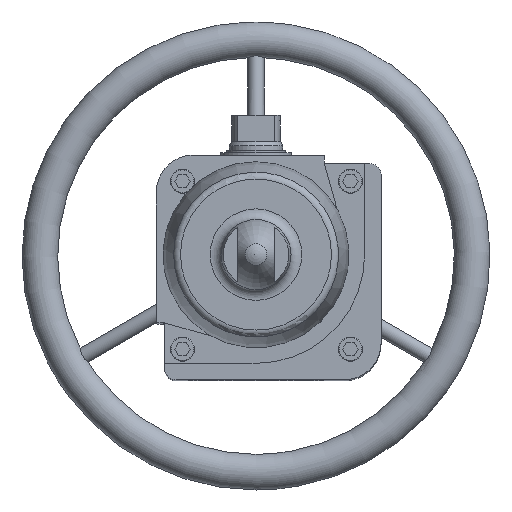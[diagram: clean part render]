
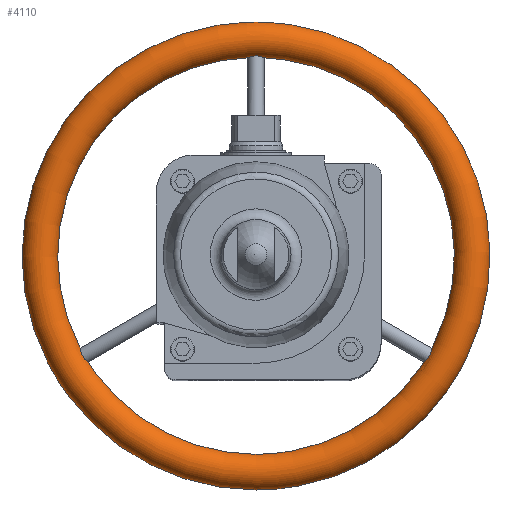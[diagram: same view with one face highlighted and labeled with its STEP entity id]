
A CAD part, top view. The second image highlights one B-rep face of the part: STEP entity #4110.
In plain terms, the highlighted toroidal (fillet/blend) face has major radius 161.65 mm and minor radius 13.35 mm.
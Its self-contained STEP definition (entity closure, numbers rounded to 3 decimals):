
#53=TOROIDAL_SURFACE('',#4475,161.65,13.35);
#115=B_SPLINE_CURVE_WITH_KNOTS('',3,(#6518,#6519,#6520,#6521,#6522,#6523,
#6524,#6525,#6526,#6527,#6528,#6529,#6530,#6531,#6532,#6533,#6534,#6535,
#6536),.UNSPECIFIED.,.T.,.F.,(1,1,1,1,1,1,1,1,1,1,1,1,1,1,1,1,1,1,1,1,1,
1,1),(-0.007,-0.005,-0.002,0.,
0.002,0.005,0.007,0.01,
0.012,0.014,0.017,0.019,
0.022,0.024,0.026,0.029,
0.031,0.034,0.036,0.039,
0.041,0.043,0.046),.UNSPECIFIED.);
#116=B_SPLINE_CURVE_WITH_KNOTS('',3,(#6539,#6540,#6541,#6542,#6543,#6544,
#6545,#6546,#6547,#6548,#6549,#6550,#6551,#6552,#6553,#6554,#6555,#6556,
#6557),.UNSPECIFIED.,.T.,.F.,(1,1,1,1,1,1,1,1,1,1,1,1,1,1,1,1,1,1,1,1,1,
1,1),(-0.007,-0.005,-0.002,0.,
0.002,0.005,0.007,0.01,
0.012,0.014,0.017,0.019,
0.022,0.024,0.027,0.029,
0.031,0.034,0.036,0.039,
0.041,0.043,0.046),.UNSPECIFIED.);
#117=B_SPLINE_CURVE_WITH_KNOTS('',3,(#6560,#6561,#6562,#6563,#6564,#6565,
#6566,#6567,#6568,#6569,#6570,#6571,#6572,#6573,#6574,#6575,#6576,#6577),
 .UNSPECIFIED.,.T.,.F.,(1,1,1,1,1,1,1,1,1,1,1,1,1,1,1,1,1,1,1,1,1,1),(-0.007,
-0.005,-0.002,0.,0.002,0.005,
0.007,0.01,0.012,0.014,
0.019,0.022,0.024,0.027,
0.029,0.031,0.034,0.036,
0.039,0.041,0.043,0.046),
 .UNSPECIFIED.);
#1226=ORIENTED_EDGE('',*,*,#2213,.F.);
#1227=ORIENTED_EDGE('',*,*,#2212,.F.);
#1228=ORIENTED_EDGE('',*,*,#2211,.F.);
#2211=EDGE_CURVE('',#2718,#2718,#115,.T.);
#2212=EDGE_CURVE('',#2719,#2719,#116,.T.);
#2213=EDGE_CURVE('',#2720,#2720,#117,.T.);
#2718=VERTEX_POINT('',#6537);
#2719=VERTEX_POINT('',#6558);
#2720=VERTEX_POINT('',#6578);
#3278=EDGE_LOOP('',(#1226));
#3279=EDGE_LOOP('',(#1227));
#3280=EDGE_LOOP('',(#1228));
#3676=FACE_BOUND('',#3278,.T.);
#3677=FACE_BOUND('',#3279,.T.);
#3678=FACE_BOUND('',#3280,.T.);
#4110=ADVANCED_FACE('',(#3676,#3677,#3678),#53,.T.);
#4475=AXIS2_PLACEMENT_3D('',#6579,#5140,#5141);
#5140=DIRECTION('',(0.,0.,-1.));
#5141=DIRECTION('',(-1.,0.,0.));
#6518=CARTESIAN_POINT('',(-5.896,148.246,-329.86));
#6519=CARTESIAN_POINT('',(-6.123,148.11,-332.344));
#6520=CARTESIAN_POINT('',(-5.424,148.466,-334.682));
#6521=CARTESIAN_POINT('',(-4.024,149.117,-336.594));
#6522=CARTESIAN_POINT('',(-2.058,149.788,-337.916));
#6523=CARTESIAN_POINT('',(0.399,150.042,-338.328));
#6524=CARTESIAN_POINT('',(2.754,149.591,-337.568));
#6525=CARTESIAN_POINT('',(4.538,148.891,-336.036));
#6526=CARTESIAN_POINT('',(5.734,148.308,-333.969));
#6527=CARTESIAN_POINT('',(6.16,148.096,-331.547));
#6528=CARTESIAN_POINT('',(5.617,148.387,-329.14));
#6529=CARTESIAN_POINT('',(4.16,149.001,-327.22));
#6530=CARTESIAN_POINT('',(2.056,149.565,-326.043));
#6531=CARTESIAN_POINT('',(-0.394,149.743,-325.729));
#6532=CARTESIAN_POINT('',(-2.776,149.414,-326.328));
#6533=CARTESIAN_POINT('',(-4.702,148.795,-327.754));
#6534=CARTESIAN_POINT('',(-5.896,148.246,-329.86));
#6535=CARTESIAN_POINT('',(-6.123,148.11,-332.344));
#6536=CARTESIAN_POINT('',(-5.424,148.466,-334.682));
#6537=CARTESIAN_POINT('',(-5.969,148.192,-332.319));
#6539=CARTESIAN_POINT('',(-127.197,-77.99,-336.672));
#6540=CARTESIAN_POINT('',(-128.78,-76.584,-337.969));
#6541=CARTESIAN_POINT('',(-130.204,-74.546,-338.314));
#6542=CARTESIAN_POINT('',(-130.951,-72.295,-337.5));
#6543=CARTESIAN_POINT('',(-131.221,-70.427,-335.936));
#6544=CARTESIAN_POINT('',(-131.308,-69.137,-333.843));
#6545=CARTESIAN_POINT('',(-131.336,-68.718,-331.413));
#6546=CARTESIAN_POINT('',(-131.311,-69.392,-329.022));
#6547=CARTESIAN_POINT('',(-131.101,-70.995,-327.143));
#6548=CARTESIAN_POINT('',(-130.514,-73.114,-326.006));
#6549=CARTESIAN_POINT('',(-129.416,-75.321,-325.738));
#6550=CARTESIAN_POINT('',(-127.929,-77.194,-326.382));
#6551=CARTESIAN_POINT('',(-126.443,-78.521,-327.843));
#6552=CARTESIAN_POINT('',(-125.406,-79.249,-329.972));
#6553=CARTESIAN_POINT('',(-125.217,-79.35,-332.456));
#6554=CARTESIAN_POINT('',(-125.915,-78.896,-334.789));
#6555=CARTESIAN_POINT('',(-127.197,-77.99,-336.672));
#6556=CARTESIAN_POINT('',(-128.78,-76.584,-337.969));
#6557=CARTESIAN_POINT('',(-130.204,-74.546,-338.314));
#6558=CARTESIAN_POINT('',(-128.754,-76.479,-337.81));
#6560=CARTESIAN_POINT('',(127.434,-77.805,-336.921));
#6561=CARTESIAN_POINT('',(126.079,-78.788,-335.107));
#6562=CARTESIAN_POINT('',(125.274,-79.312,-332.836));
#6563=CARTESIAN_POINT('',(125.312,-79.306,-330.359));
#6564=CARTESIAN_POINT('',(126.235,-78.678,-328.142));
#6565=CARTESIAN_POINT('',(127.683,-77.443,-326.562));
#6566=CARTESIAN_POINT('',(129.198,-75.648,-325.781));
#6567=CARTESIAN_POINT('',(130.771,-72.743,-325.94));
#6568=CARTESIAN_POINT('',(131.284,-69.884,-327.892));
#6569=CARTESIAN_POINT('',(131.337,-68.751,-331.005));
#6570=CARTESIAN_POINT('',(131.315,-69.005,-333.48));
#6571=CARTESIAN_POINT('',(131.243,-70.183,-335.645));
#6572=CARTESIAN_POINT('',(131.012,-71.976,-337.297));
#6573=CARTESIAN_POINT('',(130.371,-74.183,-338.256));
#6574=CARTESIAN_POINT('',(129.026,-76.313,-338.096));
#6575=CARTESIAN_POINT('',(127.434,-77.805,-336.921));
#6576=CARTESIAN_POINT('',(126.079,-78.788,-335.107));
#6577=CARTESIAN_POINT('',(125.274,-79.312,-332.836));
#6578=CARTESIAN_POINT('',(126.17,-78.711,-335.031));
#6579=CARTESIAN_POINT('',(0.,0.,-331.75));
